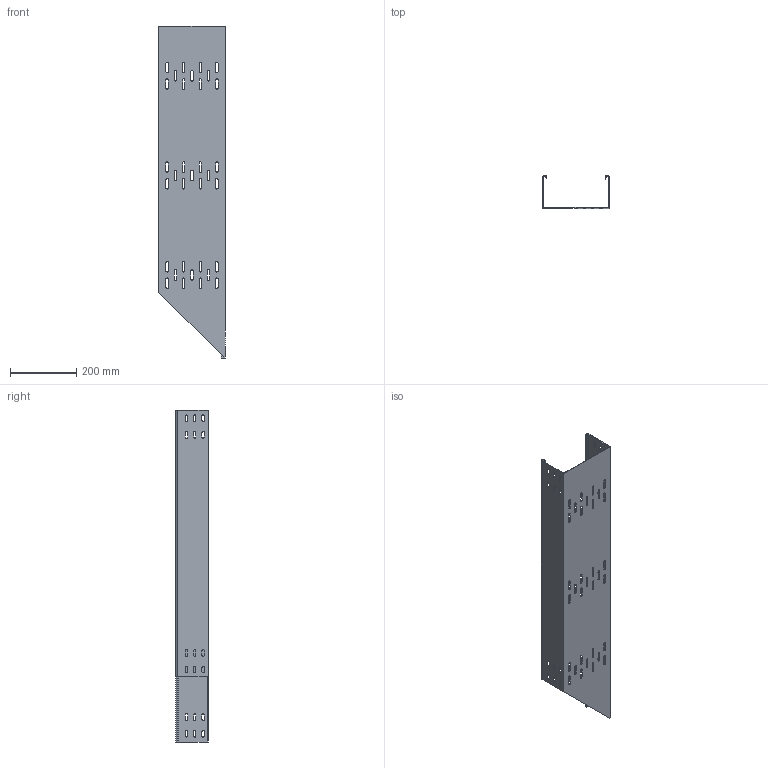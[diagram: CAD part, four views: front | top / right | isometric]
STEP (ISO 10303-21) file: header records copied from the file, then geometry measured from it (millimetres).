
FILE_DESCRIPTION (( 'STEP AP214' ), '1' );
FILE_NAME ('6061912.STEP', '2019-11-27T07:10:25', ( '' ), ( '' ), 'SwSTEP 2.0', 'SolidWorks 2018', '' );
FILE_SCHEMA (( 'AUTOMOTIVE_DESIGN' ));
Length unit declared in the file: millimetre
Products named in the file (1): 6061912
Bounding box: 200 x 98 x 1000 mm (x, y, z)
Volume: 733301.1 mm3; surface area: 745796.1 mm2
Topology: 1 solids, 1 shells, 295 faces, 863 edges, 570 vertices
Faces by surface type: cylinder 151, plane 144
Entity records: 13094 total; most frequent: DIRECTION 1757, CARTESIAN_POINT 1729, ORIENTED_EDGE 1726, EDGE_CURVE 863, AXIS2_PLACEMENT_3D 598, VERTEX_POINT 570, VECTOR 561, LINE 561
